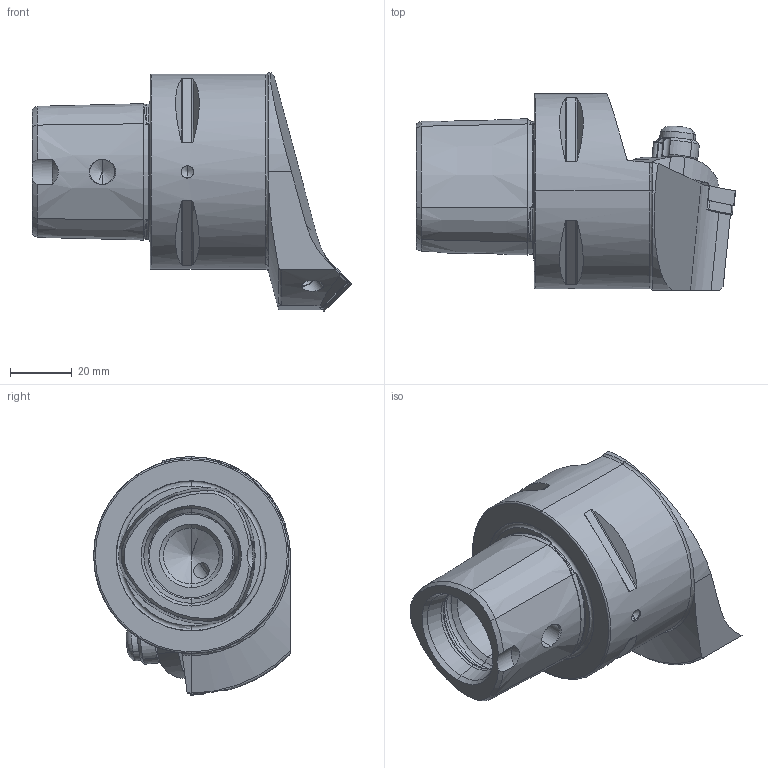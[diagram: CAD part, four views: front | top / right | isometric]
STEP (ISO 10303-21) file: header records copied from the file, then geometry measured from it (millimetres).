
FILE_DESCRIPTION (( 'STEP AP214' ), '1' );
FILE_NAME ('PS6.KSD.RSA.065.STEP', '2020-09-16T06:36:48', ( '' ), ( '' ), 'SwSTEP 2.0', 'SolidWorks 2017', '' );
FILE_SCHEMA (( 'AUTOMOTIVE_DESIGN' ));
Length unit declared in the file: millimetre
Products named in the file (10): KVT_MB_600_060; WCC-ER4.103.032_A; WSD-ER2.101.003_A; WCC-ER2.001.010_A; WCC-ER3.102.024_C; WCC-ER5.102.012_B; ISO 13337 - 3 x 12_PreviewCfg; SNMG120404; PS6.KSD.RSA.065; PS6-KSD.RSA.065_A_Fertigbearbeitung
Assembly tree (9 placements, depth 2):
  PS6.KSD.RSA.065
    PS6-KSD.RSA.065_A_Fertigbearbeitung
    WSD-ER2.101.003_A
    WCC-ER2.001.010_A
    SNMG120404
    WCC-ER3.102.024_C
    WCC-ER5.102.012_B
    WCC-ER4.103.032_A
    ISO 13337 - 3 x 12_PreviewCfg
    KVT_MB_600_060
Bounding box: 103 x 63.5 x 77 mm (x, y, z)
Volume: 159407.2 mm3; surface area: 32925.2 mm2
Topology: 10 solids, 10 shells, 427 faces, 1025 edges, 612 vertices
Faces by surface type: cylinder 132, cone 127, plane 96, torus 58, bspline 12, sphere 2
Entity records: 14215 total; most frequent: CARTESIAN_POINT 4037, DIRECTION 2066, ORIENTED_EDGE 2004, EDGE_CURVE 1002, AXIS2_PLACEMENT_3D 841, VERTEX_POINT 609, EDGE_LOOP 461, ADVANCED_FACE 427
